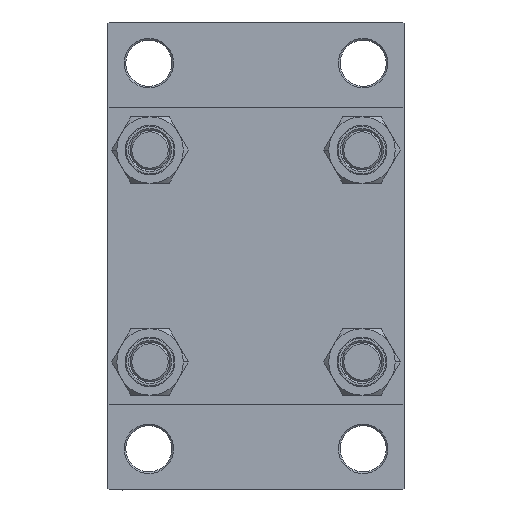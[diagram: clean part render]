
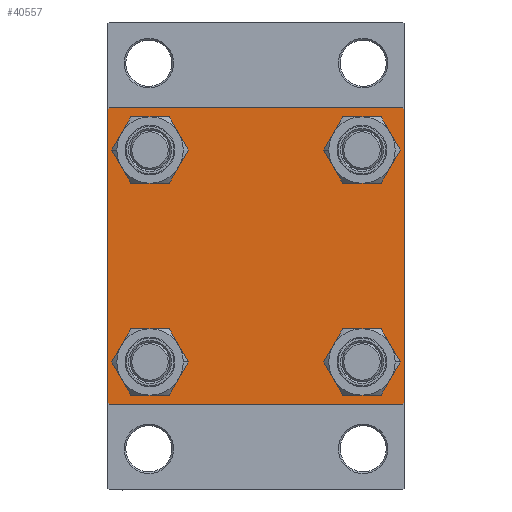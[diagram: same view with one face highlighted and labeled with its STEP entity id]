
A CAD part, left-side view. The second image highlights one B-rep face of the part: STEP entity #40557.
In plain terms, the highlighted planar face has unit normal (-1, 0, 0).
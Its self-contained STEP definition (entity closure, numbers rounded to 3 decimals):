
#445 = DIRECTION ( 'NONE',  ( 1., 0., 0. ) ) ;
#548 = LINE ( 'NONE', #7945, #21136 ) ;
#762 = CARTESIAN_POINT ( 'NONE',  ( 0., -44.75, 44.75 ) ) ;
#1159 = AXIS2_PLACEMENT_3D ( 'NONE', #35601, #28899, #10778 ) ;
#1206 = CARTESIAN_POINT ( 'NONE',  ( 0., 45., 45. ) ) ;
#1521 = VECTOR ( 'NONE', #38851, 1000. ) ;
#1723 = EDGE_CURVE ( 'NONE', #12050, #23644, #28034, .T. ) ;
#1779 = CARTESIAN_POINT ( 'NONE',  ( 0., -32.15, 32.15 ) ) ;
#2037 = EDGE_CURVE ( 'NONE', #45184, #26347, #17910, .T. ) ;
#2057 = CARTESIAN_POINT ( 'NONE',  ( 0., 44.75, 44.75 ) ) ;
#2374 = FACE_BOUND ( 'NONE', #17557, .T. ) ;
#2687 = VECTOR ( 'NONE', #24446, 1000. ) ;
#3126 = EDGE_CURVE ( 'NONE', #4915, #45440, #46170, .T. ) ;
#3152 = VERTEX_POINT ( 'NONE', #12899 ) ;
#4488 = DIRECTION ( 'NONE',  ( 0., 0., 1. ) ) ;
#4915 = VERTEX_POINT ( 'NONE', #18597 ) ;
#6226 = CIRCLE ( 'NONE', #41258, 6.5 ) ;
#6257 = CARTESIAN_POINT ( 'NONE',  ( 0., 45., -45. ) ) ;
#6420 = EDGE_CURVE ( 'NONE', #11622, #21419, #37845, .T. ) ;
#6638 = DIRECTION ( 'NONE',  ( 1., 0., 0. ) ) ;
#6834 = LINE ( 'NONE', #46692, #7123 ) ;
#7047 = ORIENTED_EDGE ( 'NONE', *, *, #19245, .T. ) ;
#7123 = VECTOR ( 'NONE', #25901, 1000. ) ;
#7668 = CARTESIAN_POINT ( 'NONE',  ( 0., 32.15, -25.65 ) ) ;
#7937 = CARTESIAN_POINT ( 'NONE',  ( 0., 32.15, -38.65 ) ) ;
#7945 = CARTESIAN_POINT ( 'NONE',  ( 0., -45., 45. ) ) ;
#8276 = DIRECTION ( 'NONE',  ( 0., 0.707, -0.707 ) ) ;
#8361 = DIRECTION ( 'NONE',  ( 0., 0., 1. ) ) ;
#8373 = VERTEX_POINT ( 'NONE', #46360 ) ;
#8622 = CIRCLE ( 'NONE', #16254, 6.5 ) ;
#8927 = AXIS2_PLACEMENT_3D ( 'NONE', #38878, #21899, #36466 ) ;
#9839 = CARTESIAN_POINT ( 'NONE',  ( 0., 45., -44.5 ) ) ;
#10260 = ORIENTED_EDGE ( 'NONE', *, *, #2037, .T. ) ;
#10726 = AXIS2_PLACEMENT_3D ( 'NONE', #24761, #6638, #35743 ) ;
#10778 = DIRECTION ( 'NONE',  ( 0., 0., 1. ) ) ;
#11055 = EDGE_CURVE ( 'NONE', #38547, #11199, #548, .T. ) ;
#11199 = VERTEX_POINT ( 'NONE', #19369 ) ;
#11275 = ORIENTED_EDGE ( 'NONE', *, *, #3126, .T. ) ;
#11521 = VERTEX_POINT ( 'NONE', #13593 ) ;
#11622 = VERTEX_POINT ( 'NONE', #22140 ) ;
#11889 = VECTOR ( 'NONE', #8276, 1000. ) ;
#12050 = VERTEX_POINT ( 'NONE', #9839 ) ;
#12163 = EDGE_CURVE ( 'NONE', #45440, #4915, #19673, .T. ) ;
#12257 = CIRCLE ( 'NONE', #10726, 6.5 ) ;
#12867 = ORIENTED_EDGE ( 'NONE', *, *, #11055, .F. ) ;
#12899 = CARTESIAN_POINT ( 'NONE',  ( 0., -44.5, -45. ) ) ;
#13362 = CARTESIAN_POINT ( 'NONE',  ( 0., 32.15, 25.65 ) ) ;
#13593 = CARTESIAN_POINT ( 'NONE',  ( 0., -44.5, 45. ) ) ;
#13821 = FACE_OUTER_BOUND ( 'NONE', #30912, .T. ) ;
#14538 = AXIS2_PLACEMENT_3D ( 'NONE', #23829, #26749, #38864 ) ;
#14610 = CARTESIAN_POINT ( 'NONE',  ( 0., -45., 44.5 ) ) ;
#15114 = DIRECTION ( 'NONE',  ( 0., 0., -1. ) ) ;
#16254 = AXIS2_PLACEMENT_3D ( 'NONE', #1779, #16337, #31354 ) ;
#16337 = DIRECTION ( 'NONE',  ( 1., 0., 0. ) ) ;
#16654 = EDGE_CURVE ( 'NONE', #3152, #11199, #42435, .T. ) ;
#16845 = ORIENTED_EDGE ( 'NONE', *, *, #12163, .T. ) ;
#17244 = EDGE_CURVE ( 'NONE', #38547, #11521, #22922, .T. ) ;
#17325 = VECTOR ( 'NONE', #24611, 1000. ) ;
#17557 = EDGE_LOOP ( 'NONE', ( #10260, #7047 ) ) ;
#17910 = CIRCLE ( 'NONE', #1159, 6.5 ) ;
#18597 = CARTESIAN_POINT ( 'NONE',  ( 0., 32.15, 38.65 ) ) ;
#19245 = EDGE_CURVE ( 'NONE', #26347, #45184, #22058, .T. ) ;
#19369 = CARTESIAN_POINT ( 'NONE',  ( 0., -45., -44.5 ) ) ;
#19434 = EDGE_CURVE ( 'NONE', #40073, #20929, #12257, .T. ) ;
#19673 = CIRCLE ( 'NONE', #34910, 6.5 ) ;
#19966 = CIRCLE ( 'NONE', #42096, 6.5 ) ;
#20139 = EDGE_CURVE ( 'NONE', #11622, #11521, #37705, .T. ) ;
#20568 = LINE ( 'NONE', #6257, #17325 ) ;
#20929 = VERTEX_POINT ( 'NONE', #29250 ) ;
#21136 = VECTOR ( 'NONE', #15114, 1000. ) ;
#21253 = CARTESIAN_POINT ( 'NONE',  ( 0., 44.5, -45. ) ) ;
#21419 = VERTEX_POINT ( 'NONE', #33375 ) ;
#21741 = AXIS2_PLACEMENT_3D ( 'NONE', #38424, #45602, #30305 ) ;
#21899 = DIRECTION ( 'NONE',  ( -1., 0., 0. ) ) ;
#21900 = ORIENTED_EDGE ( 'NONE', *, *, #23538, .T. ) ;
#22058 = CIRCLE ( 'NONE', #14538, 6.5 ) ;
#22140 = CARTESIAN_POINT ( 'NONE',  ( 0., 44.5, 45. ) ) ;
#22485 = DIRECTION ( 'NONE',  ( 1., 0., 0. ) ) ;
#22922 = LINE ( 'NONE', #762, #28230 ) ;
#23534 = EDGE_LOOP ( 'NONE', ( #11275, #16845 ) ) ;
#23538 = EDGE_CURVE ( 'NONE', #29410, #8373, #6226, .T. ) ;
#23589 = ORIENTED_EDGE ( 'NONE', *, *, #17244, .T. ) ;
#23644 = VERTEX_POINT ( 'NONE', #21253 ) ;
#23829 = CARTESIAN_POINT ( 'NONE',  ( 0., 32.15, -32.15 ) ) ;
#24008 = ORIENTED_EDGE ( 'NONE', *, *, #28076, .T. ) ;
#24446 = DIRECTION ( 'NONE',  ( 0., -0.707, -0.707 ) ) ;
#24611 = DIRECTION ( 'NONE',  ( 0., -1., 0. ) ) ;
#24761 = CARTESIAN_POINT ( 'NONE',  ( 0., -32.15, 32.15 ) ) ;
#25005 = EDGE_CURVE ( 'NONE', #8373, #29410, #19966, .T. ) ;
#25901 = DIRECTION ( 'NONE',  ( 0., 0., -1. ) ) ;
#26347 = VERTEX_POINT ( 'NONE', #7937 ) ;
#26745 = DIRECTION ( 'NONE',  ( 0., 0.707, 0.707 ) ) ;
#26749 = DIRECTION ( 'NONE',  ( 1., 0., 0. ) ) ;
#27874 = CARTESIAN_POINT ( 'NONE',  ( 0., -44.75, -44.75 ) ) ;
#27900 = PLANE ( 'NONE',  #8927 ) ;
#28034 = LINE ( 'NONE', #42600, #2687 ) ;
#28076 = EDGE_CURVE ( 'NONE', #21419, #12050, #6834, .T. ) ;
#28230 = VECTOR ( 'NONE', #26745, 1000. ) ;
#28274 = EDGE_CURVE ( 'NONE', #20929, #40073, #8622, .T. ) ;
#28696 = ORIENTED_EDGE ( 'NONE', *, *, #45046, .T. ) ;
#28899 = DIRECTION ( 'NONE',  ( 1., 0., 0. ) ) ;
#29039 = ORIENTED_EDGE ( 'NONE', *, *, #1723, .T. ) ;
#29250 = CARTESIAN_POINT ( 'NONE',  ( 0., -32.15, 38.65 ) ) ;
#29410 = VERTEX_POINT ( 'NONE', #45748 ) ;
#29557 = ORIENTED_EDGE ( 'NONE', *, *, #25005, .T. ) ;
#29821 = CARTESIAN_POINT ( 'NONE',  ( 0., 32.15, 32.15 ) ) ;
#29899 = ORIENTED_EDGE ( 'NONE', *, *, #6420, .T. ) ;
#30305 = DIRECTION ( 'NONE',  ( 0., 0., 1. ) ) ;
#30335 = DIRECTION ( 'NONE',  ( 0., 0., 1. ) ) ;
#30912 = EDGE_LOOP ( 'NONE', ( #24008, #29039, #28696, #33615, #12867, #23589, #34573, #29899 ) ) ;
#31354 = DIRECTION ( 'NONE',  ( 0., 0., 1. ) ) ;
#31943 = FACE_BOUND ( 'NONE', #32991, .T. ) ;
#32991 = EDGE_LOOP ( 'NONE', ( #45301, #43127 ) ) ;
#33375 = CARTESIAN_POINT ( 'NONE',  ( 0., 45., 44.5 ) ) ;
#33615 = ORIENTED_EDGE ( 'NONE', *, *, #16654, .T. ) ;
#33816 = CARTESIAN_POINT ( 'NONE',  ( 0., -32.15, -32.15 ) ) ;
#34141 = EDGE_LOOP ( 'NONE', ( #21900, #29557 ) ) ;
#34573 = ORIENTED_EDGE ( 'NONE', *, *, #20139, .F. ) ;
#34620 = CARTESIAN_POINT ( 'NONE',  ( 0., -32.15, 25.65 ) ) ;
#34910 = AXIS2_PLACEMENT_3D ( 'NONE', #29821, #36998, #8361 ) ;
#35601 = CARTESIAN_POINT ( 'NONE',  ( 0., 32.15, -32.15 ) ) ;
#35743 = DIRECTION ( 'NONE',  ( 0., 0., 1. ) ) ;
#36466 = DIRECTION ( 'NONE',  ( 0., 0., 1. ) ) ;
#36998 = DIRECTION ( 'NONE',  ( 1., 0., 0. ) ) ;
#37705 = LINE ( 'NONE', #1206, #38055 ) ;
#37845 = LINE ( 'NONE', #2057, #11889 ) ;
#38055 = VECTOR ( 'NONE', #40583, 1000. ) ;
#38424 = CARTESIAN_POINT ( 'NONE',  ( 0., 32.15, 32.15 ) ) ;
#38547 = VERTEX_POINT ( 'NONE', #14610 ) ;
#38851 = DIRECTION ( 'NONE',  ( 0., -0.707, 0.707 ) ) ;
#38864 = DIRECTION ( 'NONE',  ( 0., 0., 1. ) ) ;
#38878 = CARTESIAN_POINT ( 'NONE',  ( 0., 0., 0. ) ) ;
#40073 = VERTEX_POINT ( 'NONE', #34620 ) ;
#40557 = ADVANCED_FACE ( 'NONE', ( #31943, #42227, #2374, #46521, #13821 ), #27900, .T. ) ;
#40583 = DIRECTION ( 'NONE',  ( 0., -1., 0. ) ) ;
#40862 = CARTESIAN_POINT ( 'NONE',  ( 0., -32.15, -32.15 ) ) ;
#41258 = AXIS2_PLACEMENT_3D ( 'NONE', #40862, #22485, #30335 ) ;
#42096 = AXIS2_PLACEMENT_3D ( 'NONE', #33816, #445, #4488 ) ;
#42227 = FACE_BOUND ( 'NONE', #34141, .T. ) ;
#42435 = LINE ( 'NONE', #27874, #1521 ) ;
#42600 = CARTESIAN_POINT ( 'NONE',  ( 0., 44.75, -44.75 ) ) ;
#43127 = ORIENTED_EDGE ( 'NONE', *, *, #19434, .T. ) ;
#45046 = EDGE_CURVE ( 'NONE', #23644, #3152, #20568, .T. ) ;
#45184 = VERTEX_POINT ( 'NONE', #7668 ) ;
#45301 = ORIENTED_EDGE ( 'NONE', *, *, #28274, .T. ) ;
#45440 = VERTEX_POINT ( 'NONE', #13362 ) ;
#45602 = DIRECTION ( 'NONE',  ( 1., 0., 0. ) ) ;
#45748 = CARTESIAN_POINT ( 'NONE',  ( 0., -32.15, -25.65 ) ) ;
#46170 = CIRCLE ( 'NONE', #21741, 6.5 ) ;
#46360 = CARTESIAN_POINT ( 'NONE',  ( 0., -32.15, -38.65 ) ) ;
#46521 = FACE_BOUND ( 'NONE', #23534, .T. ) ;
#46692 = CARTESIAN_POINT ( 'NONE',  ( 0., 45., 45. ) ) ;
